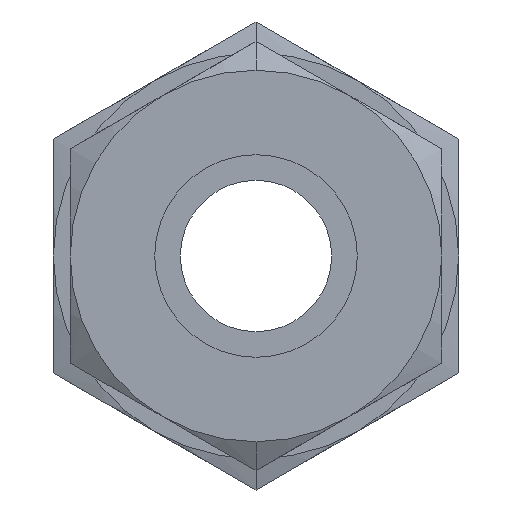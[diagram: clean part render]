
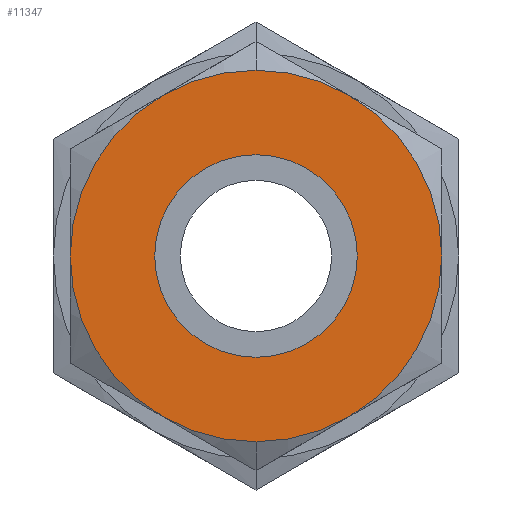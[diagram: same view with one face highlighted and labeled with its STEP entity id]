
A CAD part, left-side view. The second image highlights one B-rep face of the part: STEP entity #11347.
In plain terms, the highlighted planar face has unit normal (-1, 0, 0).
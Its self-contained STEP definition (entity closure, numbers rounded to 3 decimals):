
#594 = VERTEX_POINT ( 'NONE', #11044 ) ;
#1024 = CIRCLE ( 'NONE', #4287, 8.73 ) ;
#1463 = AXIS2_PLACEMENT_3D ( 'NONE', #11863, #1873, #5230 ) ;
#1736 = DIRECTION ( 'NONE',  ( -1., 0., 0. ) ) ;
#1873 = DIRECTION ( 'NONE',  ( 1., 0., 0. ) ) ;
#1993 = CIRCLE ( 'NONE', #3641, 8.73 ) ;
#2348 = DIRECTION ( 'NONE',  ( 0., 0., -1. ) ) ;
#2519 = EDGE_CURVE ( 'NONE', #6303, #12036, #11705, .T. ) ;
#2761 = FACE_OUTER_BOUND ( 'NONE', #11434, .T. ) ;
#3108 = ORIENTED_EDGE ( 'NONE', *, *, #3840, .F. ) ;
#3641 = AXIS2_PLACEMENT_3D ( 'NONE', #4312, #12324, #2348 ) ;
#3840 = EDGE_CURVE ( 'NONE', #7642, #594, #1024, .T. ) ;
#3934 = CARTESIAN_POINT ( 'NONE',  ( 0., 0., 4.365 ) ) ;
#3937 = DIRECTION ( 'NONE',  ( 0., 0., 1. ) ) ;
#4287 = AXIS2_PLACEMENT_3D ( 'NONE', #13035, #10772, #3937 ) ;
#4312 = CARTESIAN_POINT ( 'NONE',  ( 0., 0., 0. ) ) ;
#5026 = AXIS2_PLACEMENT_3D ( 'NONE', #12146, #8730, #11652 ) ;
#5230 = DIRECTION ( 'NONE',  ( 0., 0., -1. ) ) ;
#5620 = EDGE_LOOP ( 'NONE', ( #10368, #9196 ) ) ;
#6303 = VERTEX_POINT ( 'NONE', #6905 ) ;
#6677 = AXIS2_PLACEMENT_3D ( 'NONE', #3934, #1736, #10629 ) ;
#6905 = CARTESIAN_POINT ( 'NONE',  ( 0., 0., -4.76 ) ) ;
#7205 = PLANE ( 'NONE',  #6677 ) ;
#7642 = VERTEX_POINT ( 'NONE', #13655 ) ;
#8081 = EDGE_CURVE ( 'NONE', #594, #7642, #1993, .T. ) ;
#8257 = EDGE_CURVE ( 'NONE', #12036, #6303, #11306, .T. ) ;
#8730 = DIRECTION ( 'NONE',  ( 1., 0., 0. ) ) ;
#9146 = CARTESIAN_POINT ( 'NONE',  ( 0., 0., 4.76 ) ) ;
#9196 = ORIENTED_EDGE ( 'NONE', *, *, #8257, .T. ) ;
#10029 = ORIENTED_EDGE ( 'NONE', *, *, #8081, .F. ) ;
#10368 = ORIENTED_EDGE ( 'NONE', *, *, #2519, .T. ) ;
#10629 = DIRECTION ( 'NONE',  ( 0., 0., 1. ) ) ;
#10772 = DIRECTION ( 'NONE',  ( 1., 0., 0. ) ) ;
#11044 = CARTESIAN_POINT ( 'NONE',  ( 0., 0., -8.73 ) ) ;
#11306 = CIRCLE ( 'NONE', #5026, 4.76 ) ;
#11347 = ADVANCED_FACE ( 'NONE', ( #11936, #2761 ), #7205, .T. ) ;
#11434 = EDGE_LOOP ( 'NONE', ( #3108, #10029 ) ) ;
#11652 = DIRECTION ( 'NONE',  ( 0., 0., 1. ) ) ;
#11705 = CIRCLE ( 'NONE', #1463, 4.76 ) ;
#11863 = CARTESIAN_POINT ( 'NONE',  ( 0., 0., 0. ) ) ;
#11936 = FACE_BOUND ( 'NONE', #5620, .T. ) ;
#12036 = VERTEX_POINT ( 'NONE', #9146 ) ;
#12146 = CARTESIAN_POINT ( 'NONE',  ( 0., 0., 0. ) ) ;
#12324 = DIRECTION ( 'NONE',  ( 1., 0., 0. ) ) ;
#13035 = CARTESIAN_POINT ( 'NONE',  ( 0., 0., 0. ) ) ;
#13655 = CARTESIAN_POINT ( 'NONE',  ( 0., 0., 8.73 ) ) ;
